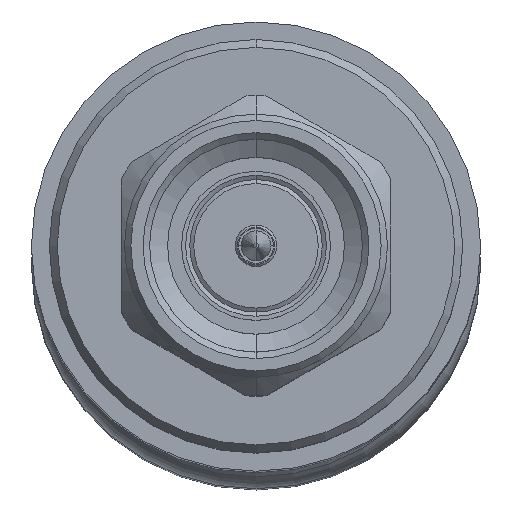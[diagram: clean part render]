
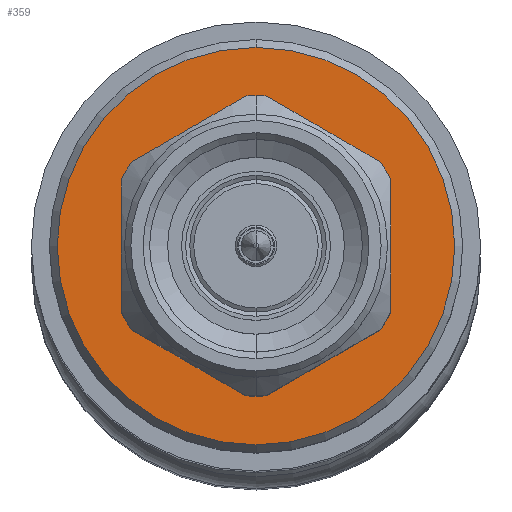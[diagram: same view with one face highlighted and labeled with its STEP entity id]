
A CAD part, top view. The second image highlights one B-rep face of the part: STEP entity #359.
In plain terms, the highlighted face is planar.
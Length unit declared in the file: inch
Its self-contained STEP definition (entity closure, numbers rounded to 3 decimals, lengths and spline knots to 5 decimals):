
#47 = DIRECTION ( 'NONE',  ( 0., -1., 0. ) ) ;
#145 = VERTEX_POINT ( 'NONE', #2771 ) ;
#224 = ORIENTED_EDGE ( 'NONE', *, *, #349, .T. ) ;
#267 = AXIS2_PLACEMENT_3D ( 'NONE', #4662, #4687, #644 ) ;
#349 = EDGE_CURVE ( 'NONE', #145, #2832, #1405, .T. ) ;
#359 = ADVANCED_FACE ( 'NONE', ( #4122, #790 ), #1186, .F. ) ;
#427 = DIRECTION ( 'NONE',  ( 1., 0., 0. ) ) ;
#644 = DIRECTION ( 'NONE',  ( 0., -1., 0. ) ) ;
#665 = EDGE_CURVE ( 'NONE', #1402, #4597, #2730, .T. ) ;
#790 = FACE_OUTER_BOUND ( 'NONE', #2079, .T. ) ;
#795 = ORIENTED_EDGE ( 'NONE', *, *, #2542, .F. ) ;
#817 = CARTESIAN_POINT ( 'NONE',  ( 0.34866, 0.12928, 0. ) ) ;
#830 = CARTESIAN_POINT ( 'NONE',  ( 0.34866, 0., 0. ) ) ;
#876 = AXIS2_PLACEMENT_3D ( 'NONE', #2673, #3671, #1232 ) ;
#916 = CARTESIAN_POINT ( 'NONE',  ( 0.34866, -0.12928, 0. ) ) ;
#1186 = PLANE ( 'NONE',  #2863 ) ;
#1232 = DIRECTION ( 'NONE',  ( 0., -1., 0. ) ) ;
#1234 = ORIENTED_EDGE ( 'NONE', *, *, #4273, .T. ) ;
#1402 = VERTEX_POINT ( 'NONE', #916 ) ;
#1405 = CIRCLE ( 'NONE', #4144, 0.239 ) ;
#1520 = DIRECTION ( 'NONE',  ( 0., -1., 0. ) ) ;
#2079 = EDGE_LOOP ( 'NONE', ( #1234, #224 ) ) ;
#2542 = EDGE_CURVE ( 'NONE', #4597, #1402, #3943, .T. ) ;
#2673 = CARTESIAN_POINT ( 'NONE',  ( 0.34866, 0., 0. ) ) ;
#2730 = CIRCLE ( 'NONE', #267, 0.12928 ) ;
#2771 = CARTESIAN_POINT ( 'NONE',  ( 0.34866, -0.239, 0. ) ) ;
#2832 = VERTEX_POINT ( 'NONE', #4673 ) ;
#2863 = AXIS2_PLACEMENT_3D ( 'NONE', #817, #427, #3755 ) ;
#2896 = CARTESIAN_POINT ( 'NONE',  ( 0.34866, 0., 0. ) ) ;
#2989 = ORIENTED_EDGE ( 'NONE', *, *, #665, .F. ) ;
#3274 = CARTESIAN_POINT ( 'NONE',  ( 0.34866, 0.12928, 0. ) ) ;
#3569 = EDGE_LOOP ( 'NONE', ( #2989, #795 ) ) ;
#3575 = CIRCLE ( 'NONE', #876, 0.239 ) ;
#3671 = DIRECTION ( 'NONE',  ( -1., 0., 0. ) ) ;
#3755 = DIRECTION ( 'NONE',  ( 0., 1., 0. ) ) ;
#3943 = CIRCLE ( 'NONE', #4457, 0.12928 ) ;
#4091 = DIRECTION ( 'NONE',  ( -1., 0., 0. ) ) ;
#4122 = FACE_BOUND ( 'NONE', #3569, .T. ) ;
#4144 = AXIS2_PLACEMENT_3D ( 'NONE', #2896, #4340, #47 ) ;
#4273 = EDGE_CURVE ( 'NONE', #2832, #145, #3575, .T. ) ;
#4340 = DIRECTION ( 'NONE',  ( -1., 0., 0. ) ) ;
#4457 = AXIS2_PLACEMENT_3D ( 'NONE', #830, #4091, #1520 ) ;
#4597 = VERTEX_POINT ( 'NONE', #3274 ) ;
#4662 = CARTESIAN_POINT ( 'NONE',  ( 0.34866, 0., 0. ) ) ;
#4673 = CARTESIAN_POINT ( 'NONE',  ( 0.34866, 0.239, 0. ) ) ;
#4687 = DIRECTION ( 'NONE',  ( -1., 0., 0. ) ) ;
